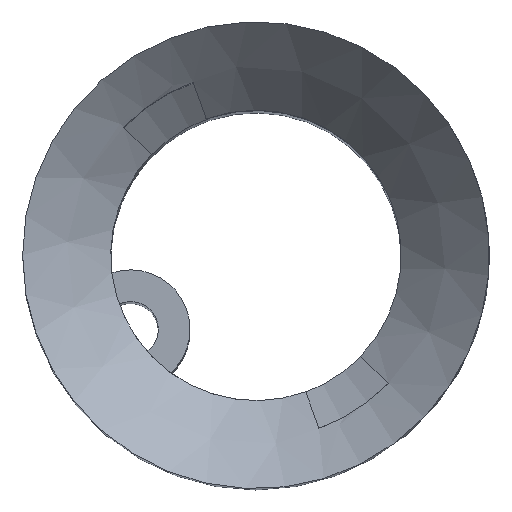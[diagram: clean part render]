
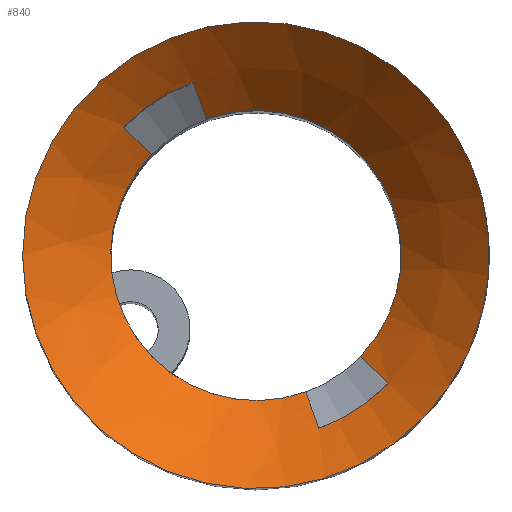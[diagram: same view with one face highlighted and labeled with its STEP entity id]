
A CAD part, top view. The second image highlights one B-rep face of the part: STEP entity #840.
In plain terms, the highlighted conical face has half-angle 45 degrees and reference radius 5.5 mm.
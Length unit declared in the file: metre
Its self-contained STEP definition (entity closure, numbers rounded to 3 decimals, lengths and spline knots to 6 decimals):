
#39=CONICAL_SURFACE('',#920,0.0055,0.785);
#63=CIRCLE('',#913,0.0056);
#67=CIRCLE('',#917,0.0056);
#70=CIRCLE('',#921,0.009);
#71=CIRCLE('',#922,0.0071);
#72=CIRCLE('',#923,0.0071);
#137=ORIENTED_EDGE('',*,*,#387,.F.);
#138=ORIENTED_EDGE('',*,*,#388,.F.);
#139=ORIENTED_EDGE('',*,*,#389,.T.);
#140=ORIENTED_EDGE('',*,*,#390,.T.);
#141=ORIENTED_EDGE('',*,*,#381,.T.);
#142=ORIENTED_EDGE('',*,*,#391,.F.);
#143=ORIENTED_EDGE('',*,*,#392,.T.);
#144=ORIENTED_EDGE('',*,*,#393,.T.);
#145=ORIENTED_EDGE('',*,*,#373,.T.);
#373=EDGE_CURVE('',#498,#497,#63,.F.);
#381=EDGE_CURVE('',#506,#505,#67,.F.);
#387=EDGE_CURVE('',#511,#511,#70,.T.);
#388=EDGE_CURVE('',#512,#497,#580,.F.);
#389=EDGE_CURVE('',#512,#513,#71,.F.);
#390=EDGE_CURVE('',#513,#506,#581,.F.);
#391=EDGE_CURVE('',#514,#505,#582,.F.);
#392=EDGE_CURVE('',#514,#515,#72,.F.);
#393=EDGE_CURVE('',#515,#498,#583,.F.);
#497=VERTEX_POINT('',#1305);
#498=VERTEX_POINT('',#1307);
#505=VERTEX_POINT('',#1321);
#506=VERTEX_POINT('',#1323);
#511=VERTEX_POINT('',#1335);
#512=VERTEX_POINT('',#1337);
#513=VERTEX_POINT('',#1339);
#514=VERTEX_POINT('',#1342);
#515=VERTEX_POINT('',#1344);
#580=LINE('',#1336,#655);
#581=LINE('',#1340,#656);
#582=LINE('',#1341,#657);
#583=LINE('',#1345,#658);
#655=VECTOR('',#1062,1.);
#656=VECTOR('',#1065,1.);
#657=VECTOR('',#1066,1.);
#658=VECTOR('',#1069,1.);
#716=EDGE_LOOP('',(#137));
#717=EDGE_LOOP('',(#138,#139,#140,#141,#142,#143,#144,#145));
#771=FACE_BOUND('',#716,.T.);
#772=FACE_BOUND('',#717,.T.);
#840=ADVANCED_FACE('',(#771,#772),#39,.F.);
#913=AXIS2_PLACEMENT_3D('',#1306,#1037,#1038);
#917=AXIS2_PLACEMENT_3D('',#1322,#1049,#1050);
#920=AXIS2_PLACEMENT_3D('',#1333,#1058,#1059);
#921=AXIS2_PLACEMENT_3D('',#1334,#1060,#1061);
#922=AXIS2_PLACEMENT_3D('',#1338,#1063,#1064);
#923=AXIS2_PLACEMENT_3D('',#1343,#1067,#1068);
#1037=DIRECTION('',(0.,0.,1.));
#1038=DIRECTION('',(1.,0.,0.));
#1049=DIRECTION('',(0.,0.,1.));
#1050=DIRECTION('',(1.,0.,0.));
#1058=DIRECTION('',(0.,0.,1.));
#1059=DIRECTION('',(1.,0.,0.));
#1060=DIRECTION('',(0.,0.,-1.));
#1061=DIRECTION('',(-1.,0.,0.));
#1062=DIRECTION('',(-0.509,0.491,0.707));
#1063=DIRECTION('',(0.,0.,1.));
#1064=DIRECTION('',(1.,0.,0.));
#1065=DIRECTION('',(-0.242,0.664,0.707));
#1066=DIRECTION('',(0.509,-0.491,0.707));
#1067=DIRECTION('',(0.,0.,1.));
#1068=DIRECTION('',(1.,0.,0.));
#1069=DIRECTION('',(0.242,-0.664,0.707));
#1305=CARTESIAN_POINT('',(-0.004028,0.00389,0.0616));
#1306=CARTESIAN_POINT('',(0.,0.,0.0616));
#1307=CARTESIAN_POINT('',(0.001915,-0.005262,0.0616));
#1321=CARTESIAN_POINT('',(0.004028,-0.00389,0.0616));
#1322=CARTESIAN_POINT('',(0.,0.,0.0616));
#1323=CARTESIAN_POINT('',(-0.001915,0.005262,0.0616));
#1333=CARTESIAN_POINT('',(0.,0.,0.0615));
#1334=CARTESIAN_POINT('',(0.,0.,0.065));
#1335=CARTESIAN_POINT('',(-0.009,0.,0.065));
#1336=CARTESIAN_POINT('',(0.,0.,0.056));
#1337=CARTESIAN_POINT('',(-0.005107,0.004932,0.0631));
#1338=CARTESIAN_POINT('',(0.,0.,0.0631));
#1339=CARTESIAN_POINT('',(-0.002428,0.006672,0.0631));
#1340=CARTESIAN_POINT('',(0.,0.,0.056));
#1341=CARTESIAN_POINT('',(0.,0.,0.056));
#1342=CARTESIAN_POINT('',(0.005107,-0.004932,0.0631));
#1343=CARTESIAN_POINT('',(0.,0.,0.0631));
#1344=CARTESIAN_POINT('',(0.002428,-0.006672,0.0631));
#1345=CARTESIAN_POINT('',(0.,0.,0.056));
